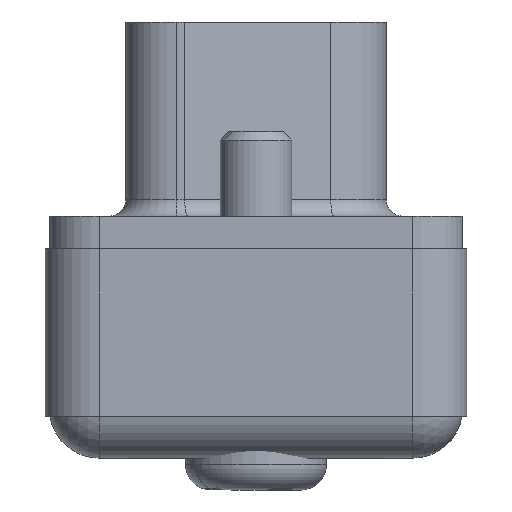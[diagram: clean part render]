
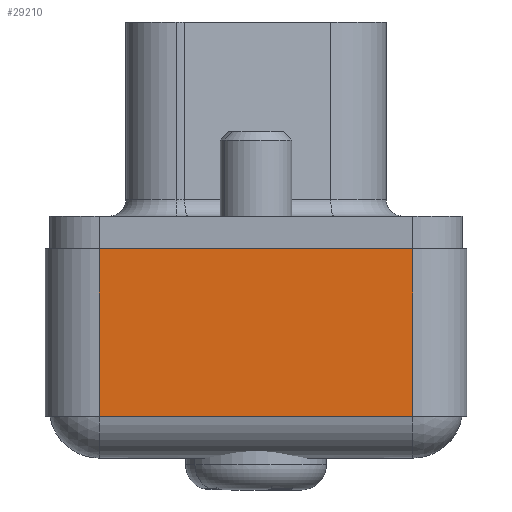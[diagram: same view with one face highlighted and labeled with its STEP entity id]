
A CAD part, left-side view. The second image highlights one B-rep face of the part: STEP entity #29210.
In plain terms, the highlighted planar face has unit normal (-1, 0, 0).
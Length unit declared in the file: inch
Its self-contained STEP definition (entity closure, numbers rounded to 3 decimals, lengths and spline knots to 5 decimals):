
#615 = FACE_OUTER_BOUND ( 'NONE', #29211, .T. ) ;
#620 = AXIS2_PLACEMENT_3D ( 'NONE', #625, #624, #623 ) ;
#621 = PLANE ( 'NONE',  #620 ) ;
#622 = LINE ( 'NONE', #630, #629 ) ;
#623 = DIRECTION ( 'NONE',  ( 0., -1., 0. ) ) ;
#624 = DIRECTION ( 'NONE',  ( -1., 0., 0. ) ) ;
#625 = CARTESIAN_POINT ( 'NONE',  ( -0.61, 0.187, 0.2 ) ) ;
#629 = VECTOR ( 'NONE', #643, 39.37008 ) ;
#630 = CARTESIAN_POINT ( 'NONE',  ( -0.61, 0.187, 0.2 ) ) ;
#642 = CARTESIAN_POINT ( 'NONE',  ( -0.61, 0.187, 0.2 ) ) ;
#643 = DIRECTION ( 'NONE',  ( 0., 0., -1. ) ) ;
#644 = CARTESIAN_POINT ( 'NONE',  ( -0.61, -0.187, 0.2 ) ) ;
#645 = LINE ( 'NONE', #644, #648 ) ;
#647 = DIRECTION ( 'NONE',  ( 0., 0., -1. ) ) ;
#648 = VECTOR ( 'NONE', #647, 39.37008 ) ;
#869 = LINE ( 'NONE', #874, #873 ) ;
#872 = DIRECTION ( 'NONE',  ( 0., 1., 0. ) ) ;
#873 = VECTOR ( 'NONE', #872, 39.37008 ) ;
#874 = CARTESIAN_POINT ( 'NONE',  ( -0.61, 0.187, 0.2 ) ) ;
#1023 = CARTESIAN_POINT ( 'NONE',  ( -0.61, -0.187, 0.2 ) ) ;
#22997 = CARTESIAN_POINT ( 'NONE',  ( -0.61, 0.187, 0. ) ) ;
#23234 = DIRECTION ( 'NONE',  ( 0., 1., 0. ) ) ;
#23236 = CARTESIAN_POINT ( 'NONE',  ( -0.61, 0.187, 0. ) ) ;
#23237 = LINE ( 'NONE', #23236, #23260 ) ;
#23247 = CARTESIAN_POINT ( 'NONE',  ( -0.61, -0.187, 0. ) ) ;
#23260 = VECTOR ( 'NONE', #23234, 39.37008 ) ;
#28558 = VERTEX_POINT ( 'NONE', #23247 ) ;
#28560 = EDGE_CURVE ( 'NONE', #28558, #28566, #23237, .T. ) ;
#28566 = VERTEX_POINT ( 'NONE', #22997 ) ;
#29210 = ADVANCED_FACE ( 'NONE', ( #615 ), #621, .T. ) ;
#29211 = EDGE_LOOP ( 'NONE', ( #29339, #29215, #29386, #29331 ) ) ;
#29212 = EDGE_CURVE ( 'NONE', #29213, #28566, #622, .T. ) ;
#29213 = VERTEX_POINT ( 'NONE', #642 ) ;
#29215 = ORIENTED_EDGE ( 'NONE', *, *, #29216, .F. ) ;
#29216 = EDGE_CURVE ( 'NONE', #29385, #28558, #645, .T. ) ;
#29330 = EDGE_CURVE ( 'NONE', #29385, #29213, #869, .T. ) ;
#29331 = ORIENTED_EDGE ( 'NONE', *, *, #29212, .T. ) ;
#29339 = ORIENTED_EDGE ( 'NONE', *, *, #28560, .F. ) ;
#29385 = VERTEX_POINT ( 'NONE', #1023 ) ;
#29386 = ORIENTED_EDGE ( 'NONE', *, *, #29330, .T. ) ;
